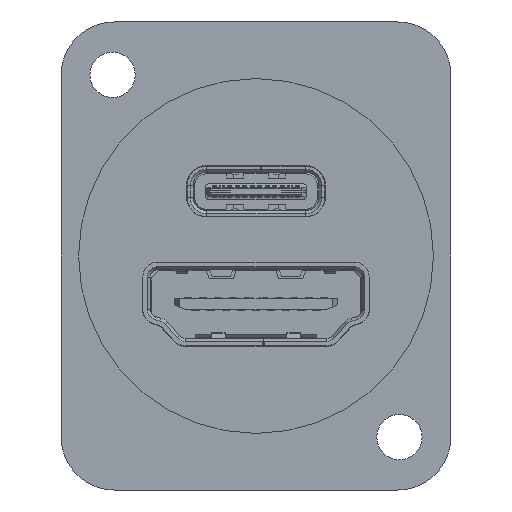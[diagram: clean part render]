
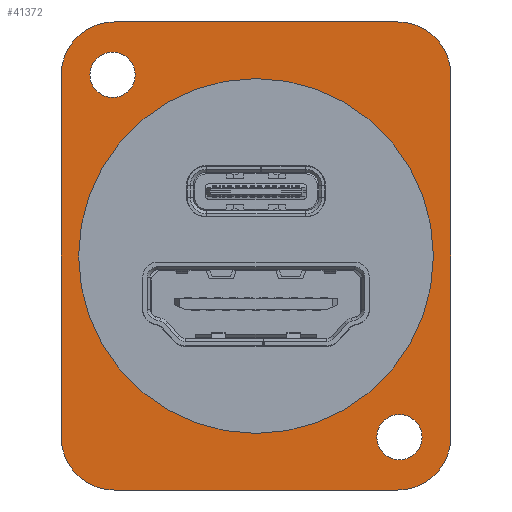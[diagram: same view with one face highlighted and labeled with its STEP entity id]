
A CAD part, front view. The second image highlights one B-rep face of the part: STEP entity #41372.
In plain terms, the highlighted planar face has unit normal (0, -1, 0).
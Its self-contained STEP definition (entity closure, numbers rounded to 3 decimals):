
#400=FACE_BOUND('',#4474,.T.);
#401=FACE_BOUND('',#4475,.T.);
#402=FACE_BOUND('',#4476,.T.);
#471=PLANE('',#43818);
#2168=FACE_OUTER_BOUND('',#4473,.T.);
#4473=EDGE_LOOP('',(#28470,#28471,#28472,#28473,#28474,#28475,#28476,#28477));
#4474=EDGE_LOOP('',(#28478));
#4475=EDGE_LOOP('',(#28479));
#4476=EDGE_LOOP('',(#28480));
#6843=LINE('',#59206,#11862);
#6844=LINE('',#59210,#11863);
#6845=LINE('',#59214,#11864);
#6846=LINE('',#59217,#11865);
#11862=VECTOR('',#47401,10.);
#11863=VECTOR('',#47404,10.);
#11864=VECTOR('',#47407,10.);
#11865=VECTOR('',#47410,10.);
#16868=CIRCLE('',#43813,11.75);
#16870=CIRCLE('',#43817,3.5);
#16871=CIRCLE('',#43819,3.5);
#16872=CIRCLE('',#43820,3.5);
#16873=CIRCLE('',#43821,3.5);
#16874=CIRCLE('',#43822,1.5);
#16875=CIRCLE('',#43823,1.5);
#17966=VERTEX_POINT('',#59191);
#17969=VERTEX_POINT('',#59199);
#17970=VERTEX_POINT('',#59201);
#17971=VERTEX_POINT('',#59205);
#17972=VERTEX_POINT('',#59207);
#17973=VERTEX_POINT('',#59209);
#17974=VERTEX_POINT('',#59211);
#17975=VERTEX_POINT('',#59213);
#17976=VERTEX_POINT('',#59215);
#17977=VERTEX_POINT('',#59218);
#17978=VERTEX_POINT('',#59220);
#22072=EDGE_CURVE('',#17966,#17966,#16868,.T.);
#22075=EDGE_CURVE('',#17969,#17970,#16870,.T.);
#22077=EDGE_CURVE('',#17971,#17969,#6843,.T.);
#22078=EDGE_CURVE('',#17972,#17971,#16871,.T.);
#22079=EDGE_CURVE('',#17973,#17972,#6844,.T.);
#22080=EDGE_CURVE('',#17974,#17973,#16872,.T.);
#22081=EDGE_CURVE('',#17975,#17974,#6845,.T.);
#22082=EDGE_CURVE('',#17976,#17975,#16873,.T.);
#22083=EDGE_CURVE('',#17970,#17976,#6846,.T.);
#22084=EDGE_CURVE('',#17977,#17977,#16874,.T.);
#22085=EDGE_CURVE('',#17978,#17978,#16875,.T.);
#28470=ORIENTED_EDGE('',*,*,#22075,.F.);
#28471=ORIENTED_EDGE('',*,*,#22077,.F.);
#28472=ORIENTED_EDGE('',*,*,#22078,.F.);
#28473=ORIENTED_EDGE('',*,*,#22079,.F.);
#28474=ORIENTED_EDGE('',*,*,#22080,.F.);
#28475=ORIENTED_EDGE('',*,*,#22081,.F.);
#28476=ORIENTED_EDGE('',*,*,#22082,.F.);
#28477=ORIENTED_EDGE('',*,*,#22083,.F.);
#28478=ORIENTED_EDGE('',*,*,#22072,.T.);
#28479=ORIENTED_EDGE('',*,*,#22084,.F.);
#28480=ORIENTED_EDGE('',*,*,#22085,.F.);
#41372=ADVANCED_FACE('',(#2168,#400,#401,#402),#471,.F.);
#43813=AXIS2_PLACEMENT_3D('',#59193,#47387,#47388);
#43817=AXIS2_PLACEMENT_3D('',#59202,#47396,#47397);
#43818=AXIS2_PLACEMENT_3D('',#59204,#47399,#47400);
#43819=AXIS2_PLACEMENT_3D('',#59208,#47402,#47403);
#43820=AXIS2_PLACEMENT_3D('',#59212,#47405,#47406);
#43821=AXIS2_PLACEMENT_3D('',#59216,#47408,#47409);
#43822=AXIS2_PLACEMENT_3D('',#59219,#47411,#47412);
#43823=AXIS2_PLACEMENT_3D('',#59221,#47413,#47414);
#47387=DIRECTION('center_axis',(0.,1.,0.));
#47388=DIRECTION('ref_axis',(1.,0.,0.));
#47396=DIRECTION('center_axis',(0.,1.,0.));
#47397=DIRECTION('ref_axis',(0.707,0.,-0.707));
#47399=DIRECTION('center_axis',(0.,1.,0.));
#47400=DIRECTION('ref_axis',(1.,0.,0.));
#47401=DIRECTION('',(0.,0.,-1.));
#47402=DIRECTION('center_axis',(0.,1.,0.));
#47403=DIRECTION('ref_axis',(0.707,0.,0.707));
#47404=DIRECTION('',(1.,0.,0.));
#47405=DIRECTION('center_axis',(0.,1.,0.));
#47406=DIRECTION('ref_axis',(-0.707,0.,0.707));
#47407=DIRECTION('',(0.,0.,1.));
#47408=DIRECTION('center_axis',(0.,1.,0.));
#47409=DIRECTION('ref_axis',(-0.707,0.,-0.707));
#47410=DIRECTION('',(-1.,0.,0.));
#47411=DIRECTION('center_axis',(0.,-1.,0.));
#47412=DIRECTION('ref_axis',(1.,0.,0.));
#47413=DIRECTION('center_axis',(0.,-1.,0.));
#47414=DIRECTION('ref_axis',(1.,0.,0.));
#59191=CARTESIAN_POINT('',(-11.75,0.,0.));
#59193=CARTESIAN_POINT('Origin',(0.,0.,0.));
#59199=CARTESIAN_POINT('',(12.9,0.,-12.));
#59201=CARTESIAN_POINT('',(9.4,0.,-15.5));
#59202=CARTESIAN_POINT('Origin',(9.4,0.,-12.));
#59204=CARTESIAN_POINT('Origin',(0.,0.,0.));
#59205=CARTESIAN_POINT('',(12.9,0.,12.));
#59206=CARTESIAN_POINT('',(12.9,0.,15.5));
#59207=CARTESIAN_POINT('',(9.4,0.,15.5));
#59208=CARTESIAN_POINT('Origin',(9.4,0.,12.));
#59209=CARTESIAN_POINT('',(-9.4,0.,15.5));
#59210=CARTESIAN_POINT('',(-12.9,0.,15.5));
#59211=CARTESIAN_POINT('',(-12.9,0.,12.));
#59212=CARTESIAN_POINT('Origin',(-9.4,0.,12.));
#59213=CARTESIAN_POINT('',(-12.9,0.,-12.));
#59214=CARTESIAN_POINT('',(-12.9,0.,-15.5));
#59215=CARTESIAN_POINT('',(-9.4,0.,-15.5));
#59216=CARTESIAN_POINT('Origin',(-9.4,0.,-12.));
#59217=CARTESIAN_POINT('',(12.9,0.,-15.5));
#59218=CARTESIAN_POINT('',(8.,0.,-12.));
#59219=CARTESIAN_POINT('Origin',(9.5,0.,-12.));
#59220=CARTESIAN_POINT('',(-11.,0.,12.));
#59221=CARTESIAN_POINT('Origin',(-9.5,0.,12.));
